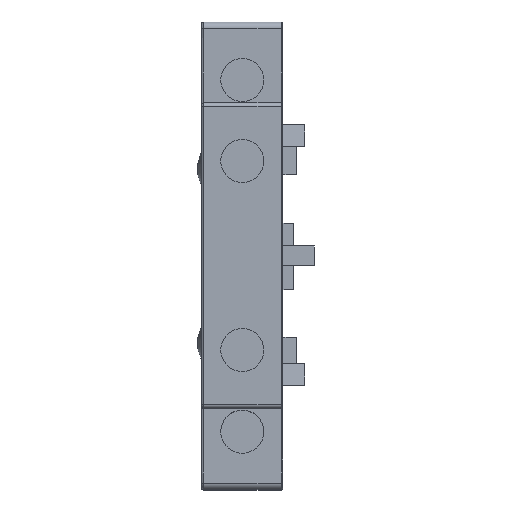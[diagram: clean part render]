
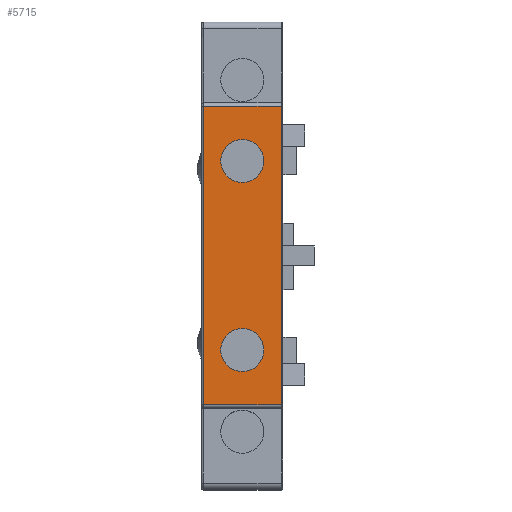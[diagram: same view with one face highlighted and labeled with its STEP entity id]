
A CAD part, top view. The second image highlights one B-rep face of the part: STEP entity #5715.
In plain terms, the highlighted planar face has unit normal (0, 0, 1).
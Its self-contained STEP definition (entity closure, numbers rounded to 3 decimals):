
#4153 = FACE_OUTER_BOUND ( 'NONE', #5724, .T. ) ;
#4154 = FACE_BOUND ( 'NONE', #5720, .T. ) ;
#4155 = FACE_BOUND ( 'NONE', #5716, .T. ) ;
#4167 = CARTESIAN_POINT ( 'NONE',  ( 0.25, 92.09, 58.923 ) ) ;
#4168 = DIRECTION ( 'NONE',  ( -1., 0., 0. ) ) ;
#4169 = VECTOR ( 'NONE', #4168, 1000. ) ;
#4170 = CARTESIAN_POINT ( 'NONE',  ( 12.25, 92.09, 58.923 ) ) ;
#4171 = LINE ( 'NONE', #4170, #4169 ) ;
#4177 = CARTESIAN_POINT ( 'NONE',  ( 12., 92.09, 58.923 ) ) ;
#4234 = AXIS2_PLACEMENT_3D ( 'NONE', #4309, #4308, #4307 ) ;
#4235 = PLANE ( 'NONE',  #4234 ) ;
#4236 = CARTESIAN_POINT ( 'NONE',  ( 6.125, 55.34, 58.923 ) ) ;
#4280 = DIRECTION ( 'NONE',  ( 0., -1., 0. ) ) ;
#4281 = VECTOR ( 'NONE', #4280, 1000. ) ;
#4282 = CARTESIAN_POINT ( 'NONE',  ( 0.25, 47.09, 58.923 ) ) ;
#4283 = LINE ( 'NONE', #4282, #4281 ) ;
#4288 = DIRECTION ( 'NONE',  ( 0., 1., 0. ) ) ;
#4289 = VECTOR ( 'NONE', #4288, 1000. ) ;
#4290 = CARTESIAN_POINT ( 'NONE',  ( 12., 92.09, 58.923 ) ) ;
#4291 = LINE ( 'NONE', #4290, #4289 ) ;
#4292 = CARTESIAN_POINT ( 'NONE',  ( 0.25, 47.09, 58.923 ) ) ;
#4293 = CARTESIAN_POINT ( 'NONE',  ( 12., 47.09, 58.923 ) ) ;
#4294 = DIRECTION ( 'NONE',  ( -1., 0., 0. ) ) ;
#4295 = VECTOR ( 'NONE', #4294, 1000. ) ;
#4296 = CARTESIAN_POINT ( 'NONE',  ( 12.25, 47.09, 58.923 ) ) ;
#4297 = LINE ( 'NONE', #4296, #4295 ) ;
#4298 = DIRECTION ( 'NONE',  ( 1., 0., 0. ) ) ;
#4299 = DIRECTION ( 'NONE',  ( 0., 0., 1. ) ) ;
#4300 = CARTESIAN_POINT ( 'NONE',  ( 6.125, 83.84, 58.923 ) ) ;
#4301 = AXIS2_PLACEMENT_3D ( 'NONE', #4300, #4299, #4298 ) ;
#4302 = CIRCLE ( 'NONE', #4301, 3.25 ) ;
#4303 = DIRECTION ( 'NONE',  ( -1., 0., 0. ) ) ;
#4304 = DIRECTION ( 'NONE',  ( 0., 0., 1. ) ) ;
#4305 = AXIS2_PLACEMENT_3D ( 'NONE', #4236, #4304, #4303 ) ;
#4306 = CIRCLE ( 'NONE', #4305, 3.25 ) ;
#4307 = DIRECTION ( 'NONE',  ( 0., 1., 0. ) ) ;
#4308 = DIRECTION ( 'NONE',  ( 0., 0., -1. ) ) ;
#4309 = CARTESIAN_POINT ( 'NONE',  ( 12.25, 92.09, 58.923 ) ) ;
#4788 = CARTESIAN_POINT ( 'NONE',  ( 9.375, 55.34, 58.923 ) ) ;
#4789 = DIRECTION ( 'NONE',  ( -1., 0., 0. ) ) ;
#4790 = DIRECTION ( 'NONE',  ( 0., 0., 1. ) ) ;
#4791 = CARTESIAN_POINT ( 'NONE',  ( 6.125, 55.34, 58.923 ) ) ;
#4792 = AXIS2_PLACEMENT_3D ( 'NONE', #4791, #4790, #4789 ) ;
#4793 = CIRCLE ( 'NONE', #4792, 3.25 ) ;
#4794 = CARTESIAN_POINT ( 'NONE',  ( 2.875, 83.84, 58.923 ) ) ;
#4965 = CARTESIAN_POINT ( 'NONE',  ( 9.375, 83.84, 58.923 ) ) ;
#4966 = DIRECTION ( 'NONE',  ( 1., 0., 0. ) ) ;
#4967 = DIRECTION ( 'NONE',  ( 0., 0., 1. ) ) ;
#4968 = CARTESIAN_POINT ( 'NONE',  ( 6.125, 83.84, 58.923 ) ) ;
#4969 = AXIS2_PLACEMENT_3D ( 'NONE', #4968, #4967, #4966 ) ;
#4970 = CIRCLE ( 'NONE', #4969, 3.25 ) ;
#5125 = CARTESIAN_POINT ( 'NONE',  ( 2.875, 55.34, 58.923 ) ) ;
#5706 = VERTEX_POINT ( 'NONE', #4177 ) ;
#5708 = EDGE_CURVE ( 'NONE', #5706, #5709, #4171, .T. ) ;
#5709 = VERTEX_POINT ( 'NONE', #4167 ) ;
#5715 = ADVANCED_FACE ( 'NONE', ( #4155, #4154, #4153 ), #4235, .F. ) ;
#5716 = EDGE_LOOP ( 'NONE', ( #5717, #5719 ) ) ;
#5717 = ORIENTED_EDGE ( 'NONE', *, *, #5718, .F. ) ;
#5718 = EDGE_CURVE ( 'NONE', #6106, #6115, #4306, .T. ) ;
#5719 = ORIENTED_EDGE ( 'NONE', *, *, #6105, .F. ) ;
#5720 = EDGE_LOOP ( 'NONE', ( #5721, #5723 ) ) ;
#5721 = ORIENTED_EDGE ( 'NONE', *, *, #5722, .F. ) ;
#5722 = EDGE_CURVE ( 'NONE', #6087, #6104, #4302, .T. ) ;
#5723 = ORIENTED_EDGE ( 'NONE', *, *, #6086, .F. ) ;
#5724 = EDGE_LOOP ( 'NONE', ( #5725, #5729, #5731, #5733 ) ) ;
#5725 = ORIENTED_EDGE ( 'NONE', *, *, #5726, .F. ) ;
#5726 = EDGE_CURVE ( 'NONE', #5727, #5728, #4297, .T. ) ;
#5727 = VERTEX_POINT ( 'NONE', #4293 ) ;
#5728 = VERTEX_POINT ( 'NONE', #4292 ) ;
#5729 = ORIENTED_EDGE ( 'NONE', *, *, #5730, .T. ) ;
#5730 = EDGE_CURVE ( 'NONE', #5727, #5706, #4291, .T. ) ;
#5731 = ORIENTED_EDGE ( 'NONE', *, *, #5708, .T. ) ;
#5733 = ORIENTED_EDGE ( 'NONE', *, *, #5734, .T. ) ;
#5734 = EDGE_CURVE ( 'NONE', #5709, #5728, #4283, .T. ) ;
#6086 = EDGE_CURVE ( 'NONE', #6104, #6087, #4970, .T. ) ;
#6087 = VERTEX_POINT ( 'NONE', #4965 ) ;
#6104 = VERTEX_POINT ( 'NONE', #4794 ) ;
#6105 = EDGE_CURVE ( 'NONE', #6115, #6106, #4793, .T. ) ;
#6106 = VERTEX_POINT ( 'NONE', #4788 ) ;
#6115 = VERTEX_POINT ( 'NONE', #5125 ) ;
